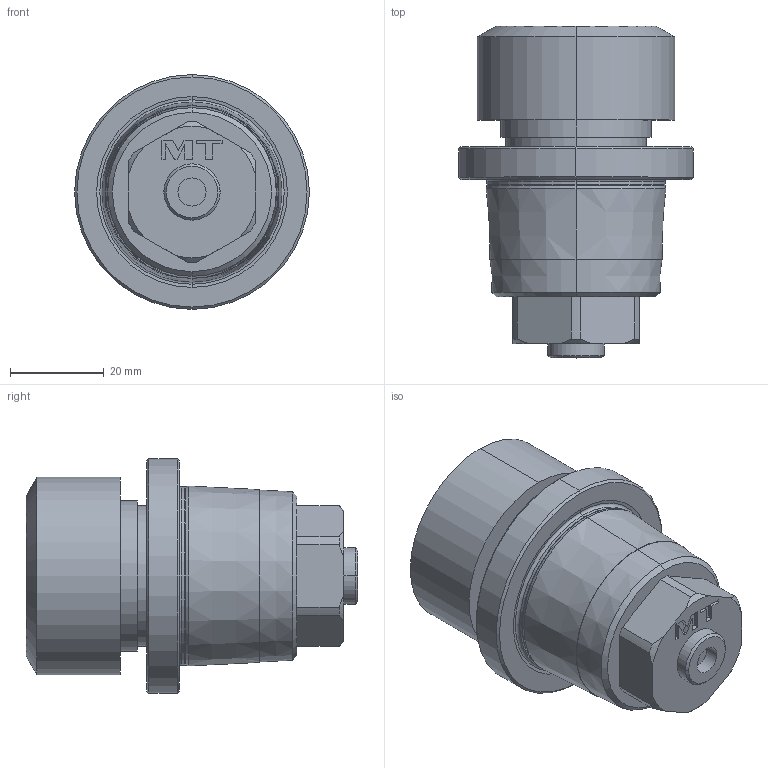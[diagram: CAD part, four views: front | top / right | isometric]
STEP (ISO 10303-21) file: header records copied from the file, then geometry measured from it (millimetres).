
FILE_DESCRIPTION((''),'2;1');
FILE_NAME('MTSK50A03_CONF','2025-01-27T17:50:40',('fpalella'),('M.T. srl'),'CREO PARAMETRIC BY PTC INC, 2023352','CREO PARAMETRIC BY PTC INC, 2023352','');
FILE_SCHEMA(('CONFIG_CONTROL_DESIGN'));
Length unit declared in the file: millimetre
Products named in the file (1): MTSK50A03_CONF
Bounding box: 50 x 70.66 x 50 mm (x, y, z)
Volume: 76375.8 mm3; surface area: 13686.6 mm2
Topology: 1 solids, 1 shells, 92 faces, 217 edges, 138 vertices
Faces by surface type: plane 40, cone 24, cylinder 22, torus 4, extrusion 2
Entity records: 2721 total; most frequent: CARTESIAN_POINT 523, DIRECTION 461, ORIENTED_EDGE 434, EDGE_CURVE 217, AXIS2_PLACEMENT_3D 168, VERTEX_POINT 138, VECTOR 125, LINE 123
